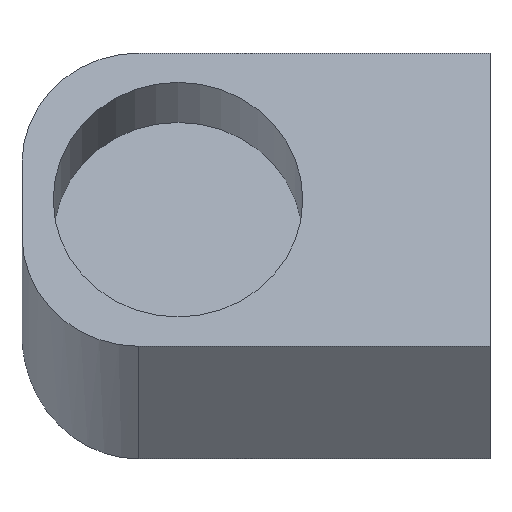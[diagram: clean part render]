
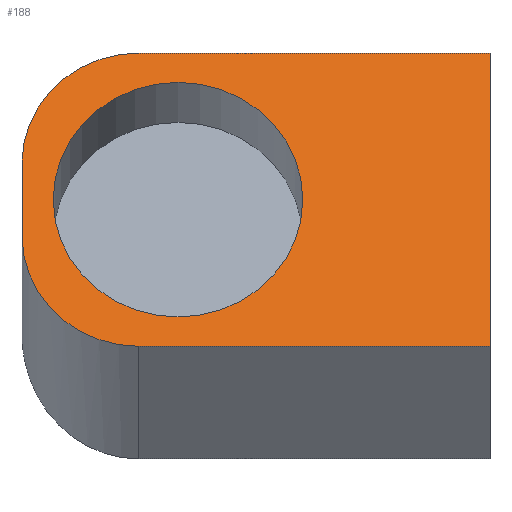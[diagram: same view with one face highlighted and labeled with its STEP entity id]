
A CAD part, front view. The second image highlights one B-rep face of the part: STEP entity #188.
In plain terms, the highlighted planar face has unit normal (0, -0.94, 0.342).
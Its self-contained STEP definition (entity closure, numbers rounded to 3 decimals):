
#18=FACE_BOUND('',#74,.T.);
#22=LINE('',#305,#38);
#26=LINE('',#312,#42);
#27=LINE('',#317,#43);
#28=LINE('',#320,#44);
#38=VECTOR('',#248,10.);
#42=VECTOR('',#254,10.);
#43=VECTOR('',#259,10.);
#44=VECTOR('',#262,10.);
#60=FACE_OUTER_BOUND('',#73,.T.);
#73=EDGE_LOOP('',(#142,#143,#144,#145,#146,#147));
#74=EDGE_LOOP('',(#148));
#84=CIRCLE('',#218,3.);
#85=CIRCLE('',#219,3.);
#86=CIRCLE('',#220,3.2);
#92=VERTEX_POINT('',#302);
#93=VERTEX_POINT('',#304);
#95=VERTEX_POINT('',#310);
#96=VERTEX_POINT('',#314);
#97=VERTEX_POINT('',#316);
#98=VERTEX_POINT('',#318);
#99=VERTEX_POINT('',#321);
#109=EDGE_CURVE('',#92,#93,#22,.T.);
#113=EDGE_CURVE('',#92,#95,#26,.T.);
#114=EDGE_CURVE('',#95,#96,#84,.T.);
#115=EDGE_CURVE('',#96,#97,#27,.T.);
#116=EDGE_CURVE('',#97,#98,#85,.T.);
#117=EDGE_CURVE('',#98,#93,#28,.T.);
#118=EDGE_CURVE('',#99,#99,#86,.F.);
#142=ORIENTED_EDGE('',*,*,#109,.F.);
#143=ORIENTED_EDGE('',*,*,#113,.T.);
#144=ORIENTED_EDGE('',*,*,#114,.T.);
#145=ORIENTED_EDGE('',*,*,#115,.T.);
#146=ORIENTED_EDGE('',*,*,#116,.T.);
#147=ORIENTED_EDGE('',*,*,#117,.T.);
#148=ORIENTED_EDGE('',*,*,#118,.F.);
#179=PLANE('',#217);
#188=ADVANCED_FACE('',(#60,#18),#179,.T.);
#217=AXIS2_PLACEMENT_3D('',#313,#255,#256);
#218=AXIS2_PLACEMENT_3D('',#315,#257,#258);
#219=AXIS2_PLACEMENT_3D('',#319,#260,#261);
#220=AXIS2_PLACEMENT_3D('',#322,#263,#264);
#248=DIRECTION('',(0.,-0.342,-0.94));
#254=DIRECTION('',(-1.,0.,0.));
#255=DIRECTION('center_axis',(0.,-0.94,
0.342));
#256=DIRECTION('ref_axis',(1.,0.,0.));
#257=DIRECTION('center_axis',(0.,-0.94,
0.342));
#258=DIRECTION('ref_axis',(-0.707,0.242,0.664));
#259=DIRECTION('',(0.,-0.342,-0.94));
#260=DIRECTION('center_axis',(0.,-0.94,
0.342));
#261=DIRECTION('ref_axis',(-0.707,-0.242,-0.664));
#262=DIRECTION('',(1.,0.,0.));
#263=DIRECTION('center_axis',(0.,0.94,-0.342));
#264=DIRECTION('ref_axis',(-1.,0.,0.));
#302=CARTESIAN_POINT('',(60.512,-30.201,29.176));
#304=CARTESIAN_POINT('',(60.512,-32.937,21.658));
#305=CARTESIAN_POINT('',(60.512,-32.253,23.538));
#310=CARTESIAN_POINT('',(51.512,-30.201,29.176));
#312=CARTESIAN_POINT('',(56.512,-30.201,29.176));
#313=CARTESIAN_POINT('Origin',(52.512,-31.569,25.417));
#314=CARTESIAN_POINT('',(48.512,-31.227,26.357));
#315=CARTESIAN_POINT('Origin',(51.512,-31.227,26.357));
#316=CARTESIAN_POINT('',(48.512,-31.911,24.478));
#317=CARTESIAN_POINT('',(48.512,-30.201,29.176));
#318=CARTESIAN_POINT('',(51.512,-32.937,21.658));
#319=CARTESIAN_POINT('Origin',(51.512,-31.911,24.478));
#320=CARTESIAN_POINT('',(56.512,-32.937,21.658));
#321=CARTESIAN_POINT('',(55.712,-31.569,25.417));
#322=CARTESIAN_POINT('Origin',(52.512,-31.569,25.417));
